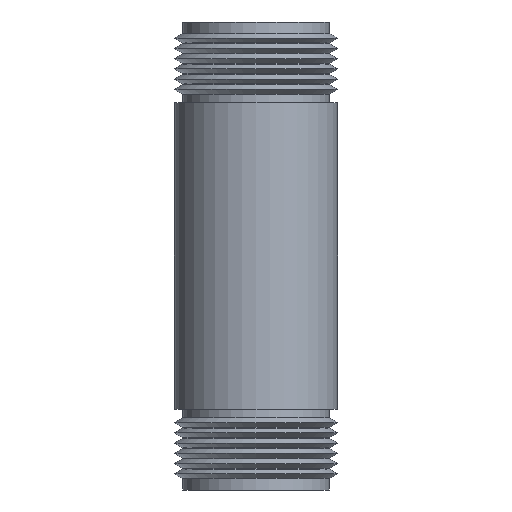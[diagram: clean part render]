
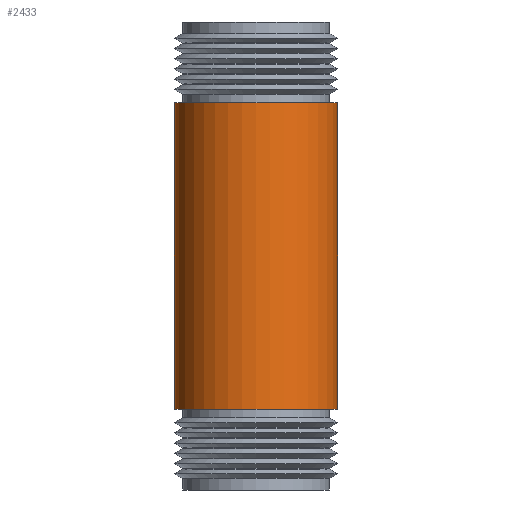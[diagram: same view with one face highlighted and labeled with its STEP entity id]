
A CAD part, front view. The second image highlights one B-rep face of the part: STEP entity #2433.
In plain terms, the highlighted cylindrical face has radius 7.684 mm (diameter 15.367 mm), a partial arc.
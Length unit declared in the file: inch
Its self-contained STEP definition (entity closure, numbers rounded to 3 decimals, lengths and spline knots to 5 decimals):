
#17 = CARTESIAN_POINT ( 'NONE',  ( -0.3025, 0., -0.568 ) ) ;
#24 = VECTOR ( 'NONE', #25, 39.37008 ) ;
#25 = DIRECTION ( 'NONE',  ( 0., 0., -1. ) ) ;
#26 = CARTESIAN_POINT ( 'NONE',  ( 0.3025, 0., 0.568 ) ) ;
#27 = LINE ( 'NONE', #26, #24 ) ;
#750 = FACE_OUTER_BOUND ( 'NONE', #2455, .T. ) ;
#786 = DIRECTION ( 'NONE',  ( -1., 0., 0. ) ) ;
#787 = DIRECTION ( 'NONE',  ( 0., 0., -1. ) ) ;
#788 = AXIS2_PLACEMENT_3D ( 'NONE', #803, #787, #786 ) ;
#791 = DIRECTION ( 'NONE',  ( 1., 0., 0. ) ) ;
#792 = DIRECTION ( 'NONE',  ( 0., 0., 1. ) ) ;
#793 = AXIS2_PLACEMENT_3D ( 'NONE', #812, #792, #791 ) ;
#794 = CARTESIAN_POINT ( 'NONE',  ( 0., 0., -0.568 ) ) ;
#795 = CYLINDRICAL_SURFACE ( 'NONE', #788, 0.3025 ) ;
#803 = CARTESIAN_POINT ( 'NONE',  ( 0., 0., 0.568 ) ) ;
#810 = CIRCLE ( 'NONE', #867, 0.3025 ) ;
#811 = CIRCLE ( 'NONE', #793, 0.3025 ) ;
#812 = CARTESIAN_POINT ( 'NONE',  ( 0., 0., 0.568 ) ) ;
#865 = DIRECTION ( 'NONE',  ( 1., 0., 0. ) ) ;
#866 = DIRECTION ( 'NONE',  ( 0., 0., 1. ) ) ;
#867 = AXIS2_PLACEMENT_3D ( 'NONE', #794, #866, #865 ) ;
#1290 = VERTEX_POINT ( 'NONE', #1801 ) ;
#1801 = CARTESIAN_POINT ( 'NONE',  ( 0.3025, 0., 0. ) ) ;
#2248 = VERTEX_POINT ( 'NONE', #4131 ) ;
#2249 = VERTEX_POINT ( 'NONE', #4132 ) ;
#2261 = EDGE_CURVE ( 'NONE', #2248, #2265, #4143, .T. ) ;
#2265 = VERTEX_POINT ( 'NONE', #4103 ) ;
#2277 = EDGE_CURVE ( 'NONE', #2265, #2290, #4179, .T. ) ;
#2285 = VERTEX_POINT ( 'NONE', #4189 ) ;
#2287 = EDGE_CURVE ( 'NONE', #1290, #2285, #4192, .T. ) ;
#2290 = VERTEX_POINT ( 'NONE', #17 ) ;
#2301 = EDGE_CURVE ( 'NONE', #2249, #1290, #27, .T. ) ;
#2418 = ORIENTED_EDGE ( 'NONE', *, *, #2277, .T. ) ;
#2419 = ORIENTED_EDGE ( 'NONE', *, *, #2420, .F. ) ;
#2420 = EDGE_CURVE ( 'NONE', #2248, #2249, #811, .T. ) ;
#2421 = ORIENTED_EDGE ( 'NONE', *, *, #2287, .F. ) ;
#2423 = ORIENTED_EDGE ( 'NONE', *, *, #2261, .T. ) ;
#2424 = ORIENTED_EDGE ( 'NONE', *, *, #2425, .T. ) ;
#2425 = EDGE_CURVE ( 'NONE', #2290, #2285, #810, .T. ) ;
#2433 = ADVANCED_FACE ( 'NONE', ( #750 ), #795, .T. ) ;
#2455 = EDGE_LOOP ( 'NONE', ( #2456, #2419, #2423, #2418, #2424, #2421 ) ) ;
#2456 = ORIENTED_EDGE ( 'NONE', *, *, #2301, .F. ) ;
#4103 = CARTESIAN_POINT ( 'NONE',  ( -0.3025, 0., 0. ) ) ;
#4131 = CARTESIAN_POINT ( 'NONE',  ( -0.3025, 0., 0.568 ) ) ;
#4132 = CARTESIAN_POINT ( 'NONE',  ( 0.3025, 0., 0.568 ) ) ;
#4140 = DIRECTION ( 'NONE',  ( 0., 0., -1. ) ) ;
#4141 = VECTOR ( 'NONE', #4140, 39.37008 ) ;
#4142 = CARTESIAN_POINT ( 'NONE',  ( -0.3025, 0., 0.568 ) ) ;
#4143 = LINE ( 'NONE', #4142, #4141 ) ;
#4176 = DIRECTION ( 'NONE',  ( 0., 0., -1. ) ) ;
#4177 = VECTOR ( 'NONE', #4176, 39.37008 ) ;
#4178 = CARTESIAN_POINT ( 'NONE',  ( -0.3025, 0., 0.568 ) ) ;
#4179 = LINE ( 'NONE', #4178, #4177 ) ;
#4180 = DIRECTION ( 'NONE',  ( 0., 0., -1. ) ) ;
#4181 = VECTOR ( 'NONE', #4180, 39.37008 ) ;
#4182 = CARTESIAN_POINT ( 'NONE',  ( 0.3025, 0., 0.568 ) ) ;
#4189 = CARTESIAN_POINT ( 'NONE',  ( 0.3025, 0., -0.568 ) ) ;
#4192 = LINE ( 'NONE', #4182, #4181 ) ;
